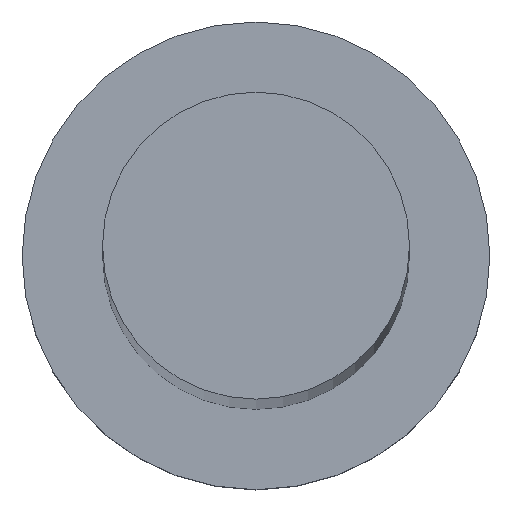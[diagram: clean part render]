
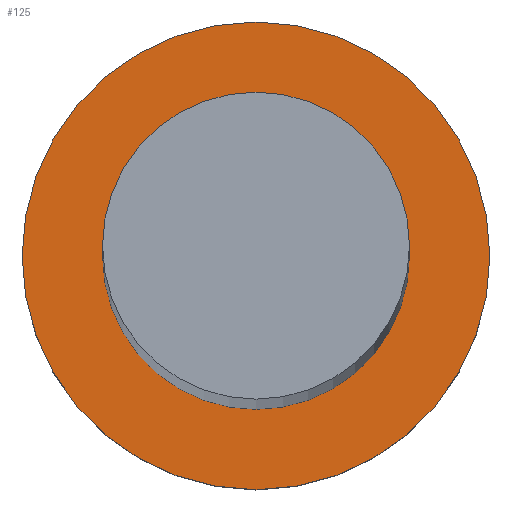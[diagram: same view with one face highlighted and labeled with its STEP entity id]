
A CAD part, top view. The second image highlights one B-rep face of the part: STEP entity #125.
In plain terms, the highlighted planar face has unit normal (0, 0, 1).
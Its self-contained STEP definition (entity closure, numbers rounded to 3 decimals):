
#1 = CIRCLE ( 'NONE', #171, 8. ) ;
#2 = DIRECTION ( 'NONE',  ( 0., 0., 1. ) ) ;
#6 = DIRECTION ( 'NONE',  ( 1., 0., 0. ) ) ;
#15 = CIRCLE ( 'NONE', #68, 5.25 ) ;
#28 = AXIS2_PLACEMENT_3D ( 'NONE', #150, #45, #148 ) ;
#34 = ORIENTED_EDGE ( 'NONE', *, *, #170, .T. ) ;
#45 = DIRECTION ( 'NONE',  ( 0., 0., 1. ) ) ;
#55 = CARTESIAN_POINT ( 'NONE',  ( 0., 0., 5. ) ) ;
#59 = DIRECTION ( 'NONE',  ( 1., 0., 0. ) ) ;
#68 = AXIS2_PLACEMENT_3D ( 'NONE', #242, #188, #225 ) ;
#70 = ORIENTED_EDGE ( 'NONE', *, *, #214, .F. ) ;
#76 = FACE_OUTER_BOUND ( 'NONE', #218, .T. ) ;
#91 = EDGE_CURVE ( 'NONE', #204, #140, #1, .T. ) ;
#92 = CARTESIAN_POINT ( 'NONE',  ( -5.25, 0., 5. ) ) ;
#99 = AXIS2_PLACEMENT_3D ( 'NONE', #229, #211, #59 ) ;
#100 = DIRECTION ( 'NONE',  ( 1., 0., 0. ) ) ;
#103 = EDGE_LOOP ( 'NONE', ( #70, #192 ) ) ;
#108 = CIRCLE ( 'NONE', #28, 8. ) ;
#122 = AXIS2_PLACEMENT_3D ( 'NONE', #205, #2, #100 ) ;
#125 = ADVANCED_FACE ( 'NONE', ( #187, #76 ), #167, .T. ) ;
#140 = VERTEX_POINT ( 'NONE', #147 ) ;
#147 = CARTESIAN_POINT ( 'NONE',  ( -8., 0., 5. ) ) ;
#148 = DIRECTION ( 'NONE',  ( 1., 0., 0. ) ) ;
#150 = CARTESIAN_POINT ( 'NONE',  ( 0., 0., 5. ) ) ;
#167 = PLANE ( 'NONE',  #99 ) ;
#170 = EDGE_CURVE ( 'NONE', #140, #204, #108, .T. ) ;
#171 = AXIS2_PLACEMENT_3D ( 'NONE', #55, #221, #6 ) ;
#179 = CIRCLE ( 'NONE', #122, 5.25 ) ;
#182 = ORIENTED_EDGE ( 'NONE', *, *, #91, .T. ) ;
#187 = FACE_BOUND ( 'NONE', #103, .T. ) ;
#188 = DIRECTION ( 'NONE',  ( 0., 0., 1. ) ) ;
#192 = ORIENTED_EDGE ( 'NONE', *, *, #212, .F. ) ;
#202 = CARTESIAN_POINT ( 'NONE',  ( 8., 0., 5. ) ) ;
#204 = VERTEX_POINT ( 'NONE', #202 ) ;
#205 = CARTESIAN_POINT ( 'NONE',  ( 0., 0., 5. ) ) ;
#211 = DIRECTION ( 'NONE',  ( 0., 0., 1. ) ) ;
#212 = EDGE_CURVE ( 'NONE', #235, #253, #179, .T. ) ;
#214 = EDGE_CURVE ( 'NONE', #253, #235, #15, .T. ) ;
#217 = CARTESIAN_POINT ( 'NONE',  ( 5.25, 0., 5. ) ) ;
#218 = EDGE_LOOP ( 'NONE', ( #34, #182 ) ) ;
#221 = DIRECTION ( 'NONE',  ( 0., 0., 1. ) ) ;
#225 = DIRECTION ( 'NONE',  ( 1., 0., 0. ) ) ;
#229 = CARTESIAN_POINT ( 'NONE',  ( 0., 0., 5. ) ) ;
#235 = VERTEX_POINT ( 'NONE', #217 ) ;
#242 = CARTESIAN_POINT ( 'NONE',  ( 0., 0., 5. ) ) ;
#253 = VERTEX_POINT ( 'NONE', #92 ) ;
